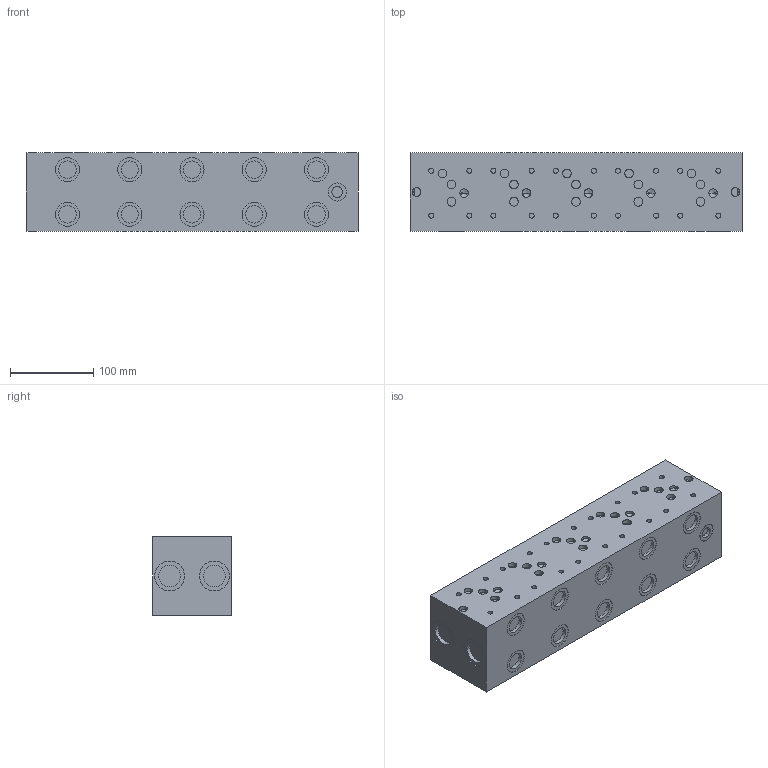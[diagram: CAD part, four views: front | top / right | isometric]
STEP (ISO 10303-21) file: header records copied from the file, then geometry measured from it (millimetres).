
FILE_DESCRIPTION( ( 'STEP AP214' ), '1' );
FILE_NAME( 'tmp0.step', '2010-03-06T10:59:18', ( ' ' ), ( ' ' ), 'XStep 1.0', ' ', ' ' );
FILE_SCHEMA( ( 'automotive_design' ) );
Length unit declared in the file: millimetre
Products named in the file (1): 1
Bounding box: 400 x 95 x 95 mm (x, y, z)
Volume: 3566129.9 mm3; surface area: 181823.3 mm2
Topology: 1 solids, 1 shells, 237 faces, 500 edges, 325 vertices
Faces by surface type: cylinder 148, plane 79, cone 10
Entity records: 12432 total; most frequent: DIRECTION 1270, STYLED_ITEM 1053, PRESENTATION_STYLE_ASSIGNMENT 1053, CARTESIAN_POINT 1053, COLOUR_RGB 1053, ORIENTED_EDGE 980, AXIS2_PLACEMENT_3D 542, EDGE_CURVE 490
